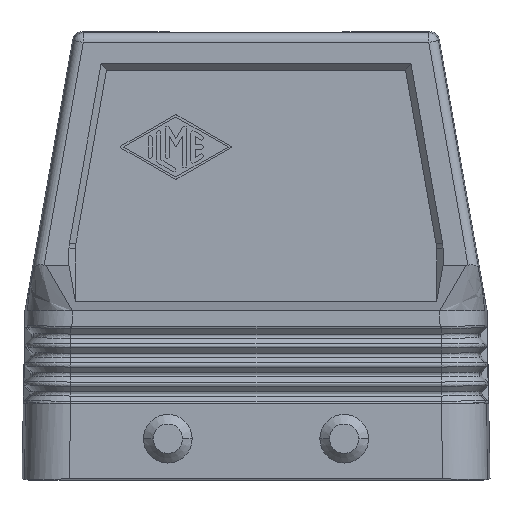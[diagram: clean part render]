
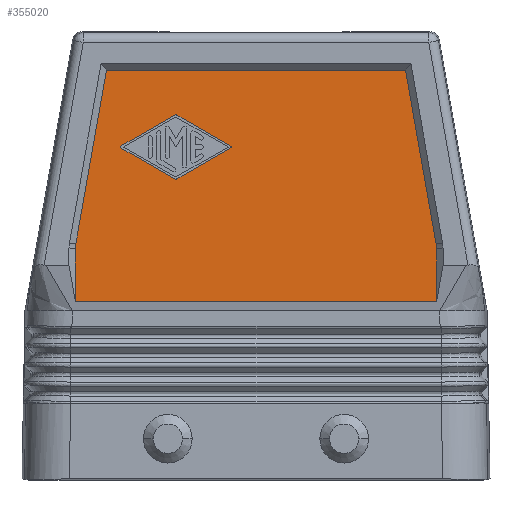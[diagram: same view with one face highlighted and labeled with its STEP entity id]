
A CAD part, left-side view. The second image highlights one B-rep face of the part: STEP entity #355020.
In plain terms, the highlighted planar face has unit normal (-1, 0, 0).
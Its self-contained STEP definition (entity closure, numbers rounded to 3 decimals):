
#179150=CARTESIAN_POINT('',(74.12,-0.695,
36.859));
#179160=VERTEX_POINT('',#179150);
#179340=CARTESIAN_POINT('',(74.12,-0.759,
36.123));
#179350=VERTEX_POINT('',#179340);
#179380=CARTESIAN_POINT('',(74.12,7.729,
35.752));
#179390=DIRECTION('',(1.,0.,0.));
#179400=DIRECTION('',(0.,0.996,-0.087));
#179410=AXIS2_PLACEMENT_3D('',#179380,#179390,#179400);
#179420=ELLIPSE('',#179410,8.504,6.002);
#179430=EDGE_CURVE('',#179160,#179350,#179420,.T.);
#201990=CARTESIAN_POINT('',(74.12,-0.759,
27.871));
#202000=VERTEX_POINT('',#201990);
#202030=CARTESIAN_POINT('',(74.12,-0.759,
34.229));
#202040=DIRECTION('',(0.,0.,1.));
#202050=VECTOR('',#202040,1.);
#202060=LINE('',#202030,#202050);
#202070=EDGE_CURVE('',#202000,#179350,#202060,.T.);
#258060=CARTESIAN_POINT('',(74.12,-1.158,
34.229));
#258070=DIRECTION('',(0.,0.174,0.985));
#258080=VECTOR('',#258070,1.);
#258090=LINE('',#258060,#258080);
#258100=CARTESIAN_POINT('',(74.12,4.087,
64.));
#258110=VERTEX_POINT('',#258100);
#258120=EDGE_CURVE('',#179160,#258110,#258090,.T.);
#273490=CARTESIAN_POINT('',(74.12,55.579,
36.129));
#273500=VERTEX_POINT('',#273490);
#273680=CARTESIAN_POINT('',(74.12,55.515,
36.865));
#273690=VERTEX_POINT('',#273680);
#273720=CARTESIAN_POINT('',(74.12,47.091,
35.758));
#273730=DIRECTION('',(1.,0.,0.));
#273740=DIRECTION('',(0.,0.996,0.087));
#273750=AXIS2_PLACEMENT_3D('',#273720,#273730,#273740);
#273760=ELLIPSE('',#273750,8.504,6.002);
#273770=EDGE_CURVE('',#273500,#273690,#273760,.T.);
#352900=CARTESIAN_POINT('',(74.12,25.163,
64.));
#352910=DIRECTION('',(0.,1.,0.));
#352920=VECTOR('',#352910,1.);
#352930=LINE('',#352900,#352920);
#352940=CARTESIAN_POINT('',(74.12,50.734,
64.));
#352950=VERTEX_POINT('',#352940);
#352960=EDGE_CURVE('',#258110,#352950,#352930,.T.);
#353260=CARTESIAN_POINT('',(74.12,55.979,
34.229));
#353270=DIRECTION('',(0.,-0.174,0.985));
#353280=VECTOR('',#353270,1.);
#353290=LINE('',#353260,#353280);
#353300=EDGE_CURVE('',#273690,#352950,#353290,.T.);
#353790=CARTESIAN_POINT('',(74.12,55.579,
34.229));
#353800=DIRECTION('',(0.,0.,1.));
#353810=VECTOR('',#353800,1.);
#353820=LINE('',#353790,#353810);
#353830=CARTESIAN_POINT('',(74.12,55.579,
27.871));
#353840=VERTEX_POINT('',#353830);
#353850=EDGE_CURVE('',#353840,#273500,#353820,.T.);
#354120=CARTESIAN_POINT('',(74.12,54.827,
50.993));
#354130=DIRECTION('',(1.,0.,0.));
#354140=DIRECTION('',(0.,1.,0.));
#354150=AXIS2_PLACEMENT_3D('',#354120,#354130,#354140);
#354160=PLANE('',#354150);
#354170=ORIENTED_EDGE('',*,*,#353850,.F.);
#354180=ORIENTED_EDGE('',*,*,#273770,.F.);
#354190=ORIENTED_EDGE('',*,*,#353300,.F.);
#354200=ORIENTED_EDGE('',*,*,#352960,.T.);
#354210=ORIENTED_EDGE('',*,*,#258120,.T.);
#354220=ORIENTED_EDGE('',*,*,#179430,.F.);
#354230=ORIENTED_EDGE('',*,*,#202070,.T.);
#354240=CARTESIAN_POINT('',(74.12,25.163,
27.871));
#354250=DIRECTION('',(0.,1.,0.));
#354260=VECTOR('',#354250,1.);
#354270=LINE('',#354240,#354260);
#354280=EDGE_CURVE('',#202000,#353840,#354270,.T.);
#354290=ORIENTED_EDGE('',*,*,#354280,.F.);
#354300=EDGE_LOOP('',(#354290,#354230,#354220,#354210,#354200,#354190,
#354180,#354170));
#354310=FACE_OUTER_BOUND('',#354300,.T.);
#354320=CARTESIAN_POINT('',(74.12,25.163,
65.477));
#354330=DIRECTION('',(0.,0.868,-0.496));
#354340=VECTOR('',#354330,1.);
#354350=LINE('',#354320,#354340);
#354360=CARTESIAN_POINT('',(74.12,40.071,
56.956));
#354370=VERTEX_POINT('',#354360);
#354380=CARTESIAN_POINT('',(74.12,48.487,
52.145));
#354390=VERTEX_POINT('',#354380);
#354400=EDGE_CURVE('',#354370,#354390,#354350,.T.);
#354410=ORIENTED_EDGE('',*,*,#354400,.F.);
#354420=CARTESIAN_POINT('',(74.12,48.405,52.));
#354430=DIRECTION('',(-1.,0.,0.));
#354440=DIRECTION('',(0.,-1.,0.));
#354450=AXIS2_PLACEMENT_3D('',#354420,#354430,#354440);
#354460=CIRCLE('',#354450,0.167);
#354470=CARTESIAN_POINT('',(74.12,48.487,
51.855));
#354480=VERTEX_POINT('',#354470);
#354490=EDGE_CURVE('',#354390,#354480,#354460,.T.);
#354500=ORIENTED_EDGE('',*,*,#354490,.F.);
#354510=CARTESIAN_POINT('',(74.12,25.163,
38.523));
#354520=DIRECTION('',(0.,-0.868,-0.496));
#354530=VECTOR('',#354520,1.);
#354540=LINE('',#354510,#354530);
#354550=CARTESIAN_POINT('',(74.12,40.071,
47.044));
#354560=VERTEX_POINT('',#354550);
#354570=EDGE_CURVE('',#354480,#354560,#354540,.T.);
#354580=ORIENTED_EDGE('',*,*,#354570,.F.);
#354590=CARTESIAN_POINT('',(74.12,39.906,47.334));
#354600=DIRECTION('',(-1.,0.,0.));
#354610=DIRECTION('',(0.,-1.,0.));
#354620=AXIS2_PLACEMENT_3D('',#354590,#354600,#354610);
#354630=CIRCLE('',#354620,0.333);
#354640=CARTESIAN_POINT('',(74.12,39.74,
47.044));
#354650=VERTEX_POINT('',#354640);
#354660=EDGE_CURVE('',#354560,#354650,#354630,.T.);
#354670=ORIENTED_EDGE('',*,*,#354660,.F.);
#354680=CARTESIAN_POINT('',(74.12,25.163,
55.377));
#354690=DIRECTION('',(0.,-0.868,0.496));
#354700=VECTOR('',#354690,1.);
#354710=LINE('',#354680,#354700);
#354720=CARTESIAN_POINT('',(74.12,31.324,
51.855));
#354730=VERTEX_POINT('',#354720);
#354740=EDGE_CURVE('',#354650,#354730,#354710,.T.);
#354750=ORIENTED_EDGE('',*,*,#354740,.F.);
#354760=CARTESIAN_POINT('',(74.12,31.407,52.));
#354770=DIRECTION('',(-1.,0.,0.));
#354780=DIRECTION('',(0.,-1.,0.));
#354790=AXIS2_PLACEMENT_3D('',#354760,#354770,#354780);
#354800=CIRCLE('',#354790,0.167);
#354810=CARTESIAN_POINT('',(74.12,31.324,
52.145));
#354820=VERTEX_POINT('',#354810);
#354830=EDGE_CURVE('',#354730,#354820,#354800,.T.);
#354840=ORIENTED_EDGE('',*,*,#354830,.F.);
#354850=CARTESIAN_POINT('',(74.12,25.163,
48.623));
#354860=DIRECTION('',(0.,0.868,0.496));
#354870=VECTOR('',#354860,1.);
#354880=LINE('',#354850,#354870);
#354890=CARTESIAN_POINT('',(74.12,39.74,
56.956));
#354900=VERTEX_POINT('',#354890);
#354910=EDGE_CURVE('',#354820,#354900,#354880,.T.);
#354920=ORIENTED_EDGE('',*,*,#354910,.F.);
#354930=CARTESIAN_POINT('',(74.12,39.906,56.666));
#354940=DIRECTION('',(-1.,0.,0.));
#354950=DIRECTION('',(0.,-1.,0.));
#354960=AXIS2_PLACEMENT_3D('',#354930,#354940,#354950);
#354970=CIRCLE('',#354960,0.333);
#354980=EDGE_CURVE('',#354900,#354370,#354970,.T.);
#354990=ORIENTED_EDGE('',*,*,#354980,.F.);
#355000=EDGE_LOOP('',(#354990,#354920,#354840,#354750,#354670,#354580,
#354500,#354410));
#355010=FACE_BOUND('',#355000,.T.);
#355020=ADVANCED_FACE('',(#354310,#355010),#354160,.F.);
